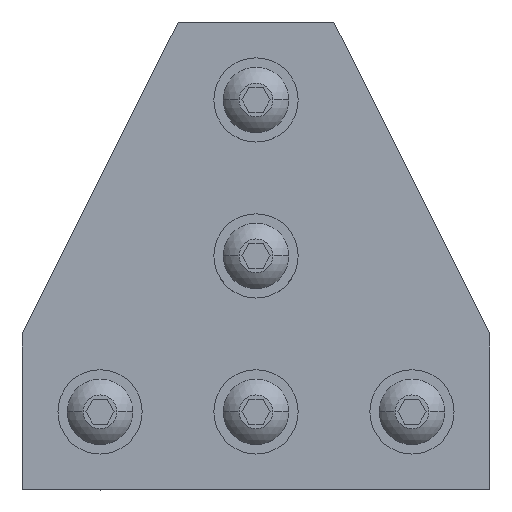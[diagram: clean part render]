
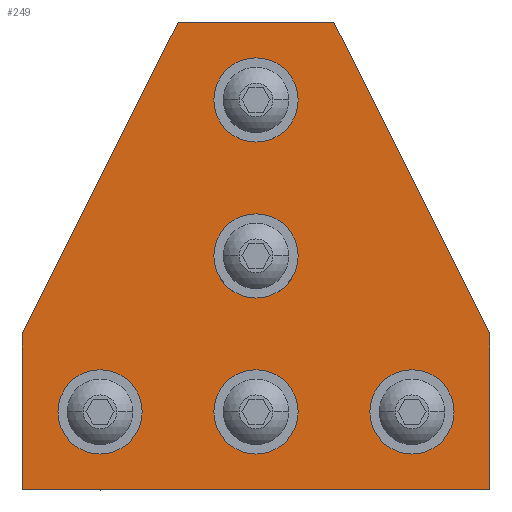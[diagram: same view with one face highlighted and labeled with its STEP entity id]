
A CAD part, top view. The second image highlights one B-rep face of the part: STEP entity #249.
In plain terms, the highlighted planar face has unit normal (0, 0, 1).
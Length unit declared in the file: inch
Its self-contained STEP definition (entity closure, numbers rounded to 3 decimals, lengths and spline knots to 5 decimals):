
#18 = EDGE_LOOP ( 'NONE', ( #694, #341 ) ) ;
#152 = ORIENTED_EDGE ( 'NONE', *, *, #732, .T. ) ;
#153 = EDGE_LOOP ( 'NONE', ( #1167, #367 ) ) ;
#169 = EDGE_CURVE ( 'NONE', #570, #226, #1849, .T. ) ;
#173 = ORIENTED_EDGE ( 'NONE', *, *, #1511, .F. ) ;
#179 = EDGE_CURVE ( 'NONE', #226, #1721, #1905, .T. ) ;
#189 = ORIENTED_EDGE ( 'NONE', *, *, #179, .T. ) ;
#202 = EDGE_LOOP ( 'NONE', ( #314, #695 ) ) ;
#211 = EDGE_CURVE ( 'NONE', #1487, #333, #2144, .T. ) ;
#226 = VERTEX_POINT ( 'NONE', #2215 ) ;
#232 = ORIENTED_EDGE ( 'NONE', *, *, #169, .T. ) ;
#241 = ORIENTED_EDGE ( 'NONE', *, *, #211, .F. ) ;
#249 = ADVANCED_FACE ( 'NONE', ( #478, #479, #480, #481, #482, #483 ), #484, .T. ) ;
#253 = VERTEX_POINT ( 'NONE', #522 ) ;
#254 = EDGE_CURVE ( 'NONE', #253, #318, #527, .T. ) ;
#262 = ORIENTED_EDGE ( 'NONE', *, *, #1556, .T. ) ;
#267 = EDGE_CURVE ( 'NONE', #318, #253, #621, .T. ) ;
#282 = EDGE_LOOP ( 'NONE', ( #241, #173 ) ) ;
#293 = ORIENTED_EDGE ( 'NONE', *, *, #1022, .T. ) ;
#294 = ORIENTED_EDGE ( 'NONE', *, *, #1409, .F. ) ;
#314 = ORIENTED_EDGE ( 'NONE', *, *, #254, .F. ) ;
#318 = VERTEX_POINT ( 'NONE', #1833 ) ;
#320 = ORIENTED_EDGE ( 'NONE', *, *, #1480, .T. ) ;
#322 = EDGE_CURVE ( 'NONE', #1466, #1789, #1869, .T. ) ;
#333 = VERTEX_POINT ( 'NONE', #1940 ) ;
#341 = ORIENTED_EDGE ( 'NONE', *, *, #1404, .F. ) ;
#344 = ORIENTED_EDGE ( 'NONE', *, *, #322, .F. ) ;
#349 = EDGE_LOOP ( 'NONE', ( #320, #293, #262, #232, #189, #152 ) ) ;
#367 = ORIENTED_EDGE ( 'NONE', *, *, #1094, .F. ) ;
#371 = EDGE_CURVE ( 'NONE', #1346, #805, #2248, .T. ) ;
#438 = CARTESIAN_POINT ( 'NONE',  ( 3., 1., 0.188 ) ) ;
#460 = EDGE_LOOP ( 'NONE', ( #344, #294 ) ) ;
#466 = CARTESIAN_POINT ( 'NONE',  ( 0., 0., 0.188 ) ) ;
#473 = LINE ( 'NONE', #474, #475 ) ;
#474 = CARTESIAN_POINT ( 'NONE',  ( 0., 1., 0.188 ) ) ;
#475 = VECTOR ( 'NONE', #476, 39.37008 ) ;
#476 = DIRECTION ( 'NONE',  ( 0., -1., 0. ) ) ;
#478 = FACE_BOUND ( 'NONE', #202, .T. ) ;
#479 = FACE_BOUND ( 'NONE', #460, .T. ) ;
#480 = FACE_BOUND ( 'NONE', #282, .T. ) ;
#481 = FACE_BOUND ( 'NONE', #153, .T. ) ;
#482 = FACE_OUTER_BOUND ( 'NONE', #349, .T. ) ;
#483 = FACE_BOUND ( 'NONE', #18, .T. ) ;
#484 = PLANE ( 'NONE',  #485 ) ;
#485 = AXIS2_PLACEMENT_3D ( 'NONE', #486, #487, #488 ) ;
#486 = CARTESIAN_POINT ( 'NONE',  ( 0., 0., 0.188 ) ) ;
#487 = DIRECTION ( 'NONE',  ( 0., 0., 1. ) ) ;
#488 = DIRECTION ( 'NONE',  ( 1., 0., 0. ) ) ;
#522 = CARTESIAN_POINT ( 'NONE',  ( 1.6285, 2.5, 0.188 ) ) ;
#523 = LINE ( 'NONE', #524, #525 ) ;
#524 = CARTESIAN_POINT ( 'NONE',  ( 1., 3., 0.188 ) ) ;
#525 = VECTOR ( 'NONE', #526, 39.37008 ) ;
#526 = DIRECTION ( 'NONE',  ( -0.447, -0.894, 0. ) ) ;
#527 = CIRCLE ( 'NONE', #528, 0.1285 ) ;
#528 = AXIS2_PLACEMENT_3D ( 'NONE', #529, #533, #534 ) ;
#529 = CARTESIAN_POINT ( 'NONE',  ( 1.5, 2.5, 0.188 ) ) ;
#533 = DIRECTION ( 'NONE',  ( 0., 0., 1. ) ) ;
#534 = DIRECTION ( 'NONE',  ( 1., 0., 0. ) ) ;
#563 = CARTESIAN_POINT ( 'NONE',  ( 1.6285, 0.5, 0.188 ) ) ;
#570 = VERTEX_POINT ( 'NONE', #438 ) ;
#601 = CARTESIAN_POINT ( 'NONE',  ( 2.3715, 0.5, 0.188 ) ) ;
#612 = CARTESIAN_POINT ( 'NONE',  ( 0.6285, 0.5, 0.188 ) ) ;
#621 = CIRCLE ( 'NONE', #622, 0.1285 ) ;
#622 = AXIS2_PLACEMENT_3D ( 'NONE', #623, #624, #625 ) ;
#623 = CARTESIAN_POINT ( 'NONE',  ( 1.5, 2.5, 0.188 ) ) ;
#624 = DIRECTION ( 'NONE',  ( 0., 0., 1. ) ) ;
#625 = DIRECTION ( 'NONE',  ( 1., 0., 0. ) ) ;
#653 = CIRCLE ( 'NONE', #654, 0.1285 ) ;
#654 = AXIS2_PLACEMENT_3D ( 'NONE', #655, #656, #658 ) ;
#655 = CARTESIAN_POINT ( 'NONE',  ( 0.5, 0.5, 0.188 ) ) ;
#656 = DIRECTION ( 'NONE',  ( 0., 0., 1. ) ) ;
#658 = DIRECTION ( 'NONE',  ( 1., 0., 0. ) ) ;
#669 = LINE ( 'NONE', #670, #671 ) ;
#670 = CARTESIAN_POINT ( 'NONE',  ( 0., 0., 0.188 ) ) ;
#671 = VECTOR ( 'NONE', #672, 39.37008 ) ;
#672 = DIRECTION ( 'NONE',  ( 1., 0., 0. ) ) ;
#694 = ORIENTED_EDGE ( 'NONE', *, *, #371, .F. ) ;
#695 = ORIENTED_EDGE ( 'NONE', *, *, #267, .F. ) ;
#713 = CIRCLE ( 'NONE', #714, 0.1285 ) ;
#714 = AXIS2_PLACEMENT_3D ( 'NONE', #715, #716, #717 ) ;
#715 = CARTESIAN_POINT ( 'NONE',  ( 0.5, 0.5, 0.188 ) ) ;
#716 = DIRECTION ( 'NONE',  ( 0., 0., 1. ) ) ;
#717 = DIRECTION ( 'NONE',  ( 1., 0., 0. ) ) ;
#732 = EDGE_CURVE ( 'NONE', #1721, #1447, #523, .T. ) ;
#805 = VERTEX_POINT ( 'NONE', #601 ) ;
#999 = EDGE_CURVE ( 'NONE', #1495, #1810, #653, .T. ) ;
#1022 = EDGE_CURVE ( 'NONE', #1478, #1550, #669, .T. ) ;
#1094 = EDGE_CURVE ( 'NONE', #1810, #1495, #713, .T. ) ;
#1167 = ORIENTED_EDGE ( 'NONE', *, *, #999, .F. ) ;
#1346 = VERTEX_POINT ( 'NONE', #2186 ) ;
#1404 = EDGE_CURVE ( 'NONE', #805, #1346, #1827, .T. ) ;
#1409 = EDGE_CURVE ( 'NONE', #1789, #1466, #1875, .T. ) ;
#1447 = VERTEX_POINT ( 'NONE', #2181 ) ;
#1466 = VERTEX_POINT ( 'NONE', #2274 ) ;
#1478 = VERTEX_POINT ( 'NONE', #466 ) ;
#1480 = EDGE_CURVE ( 'NONE', #1447, #1478, #473, .T. ) ;
#1487 = VERTEX_POINT ( 'NONE', #563 ) ;
#1495 = VERTEX_POINT ( 'NONE', #612 ) ;
#1511 = EDGE_CURVE ( 'NONE', #333, #1487, #2091, .T. ) ;
#1550 = VERTEX_POINT ( 'NONE', #1740 ) ;
#1556 = EDGE_CURVE ( 'NONE', #1550, #570, #1794, .T. ) ;
#1721 = VERTEX_POINT ( 'NONE', #1967 ) ;
#1740 = CARTESIAN_POINT ( 'NONE',  ( 3., 0., 0.188 ) ) ;
#1789 = VERTEX_POINT ( 'NONE', #1992 ) ;
#1794 = LINE ( 'NONE', #1795, #1796 ) ;
#1795 = CARTESIAN_POINT ( 'NONE',  ( 3., 0., 0.188 ) ) ;
#1796 = VECTOR ( 'NONE', #1797, 39.37008 ) ;
#1797 = DIRECTION ( 'NONE',  ( 0., 1., 0. ) ) ;
#1810 = VERTEX_POINT ( 'NONE', #2019 ) ;
#1827 = CIRCLE ( 'NONE', #1829, 0.1285 ) ;
#1829 = AXIS2_PLACEMENT_3D ( 'NONE', #1830, #1831, #1832 ) ;
#1830 = CARTESIAN_POINT ( 'NONE',  ( 2.5, 0.5, 0.188 ) ) ;
#1831 = DIRECTION ( 'NONE',  ( 0., 0., 1. ) ) ;
#1832 = DIRECTION ( 'NONE',  ( 1., 0., 0. ) ) ;
#1833 = CARTESIAN_POINT ( 'NONE',  ( 1.3715, 2.5, 0.188 ) ) ;
#1849 = LINE ( 'NONE', #1850, #1851 ) ;
#1850 = CARTESIAN_POINT ( 'NONE',  ( 3., 1., 0.188 ) ) ;
#1851 = VECTOR ( 'NONE', #1852, 39.37008 ) ;
#1852 = DIRECTION ( 'NONE',  ( -0.447, 0.894, 0. ) ) ;
#1869 = CIRCLE ( 'NONE', #1870, 0.1285 ) ;
#1870 = AXIS2_PLACEMENT_3D ( 'NONE', #1871, #1872, #1873 ) ;
#1871 = CARTESIAN_POINT ( 'NONE',  ( 1.5, 1.5, 0.188 ) ) ;
#1872 = DIRECTION ( 'NONE',  ( 0., 0., 1. ) ) ;
#1873 = DIRECTION ( 'NONE',  ( 1., 0., 0. ) ) ;
#1875 = CIRCLE ( 'NONE', #1876, 0.1285 ) ;
#1876 = AXIS2_PLACEMENT_3D ( 'NONE', #1877, #1879, #1880 ) ;
#1877 = CARTESIAN_POINT ( 'NONE',  ( 1.5, 1.5, 0.188 ) ) ;
#1879 = DIRECTION ( 'NONE',  ( 0., 0., 1. ) ) ;
#1880 = DIRECTION ( 'NONE',  ( 1., 0., 0. ) ) ;
#1905 = LINE ( 'NONE', #1906, #1907 ) ;
#1906 = CARTESIAN_POINT ( 'NONE',  ( 2., 3., 0.188 ) ) ;
#1907 = VECTOR ( 'NONE', #1908, 39.37008 ) ;
#1908 = DIRECTION ( 'NONE',  ( -1., 0., 0. ) ) ;
#1940 = CARTESIAN_POINT ( 'NONE',  ( 1.3715, 0.5, 0.188 ) ) ;
#1967 = CARTESIAN_POINT ( 'NONE',  ( 1., 3., 0.188 ) ) ;
#1992 = CARTESIAN_POINT ( 'NONE',  ( 1.3715, 1.5, 0.188 ) ) ;
#2019 = CARTESIAN_POINT ( 'NONE',  ( 0.3715, 0.5, 0.188 ) ) ;
#2091 = CIRCLE ( 'NONE', #2092, 0.1285 ) ;
#2092 = AXIS2_PLACEMENT_3D ( 'NONE', #2093, #2094, #2095 ) ;
#2093 = CARTESIAN_POINT ( 'NONE',  ( 1.5, 0.5, 0.188 ) ) ;
#2094 = DIRECTION ( 'NONE',  ( 0., 0., 1. ) ) ;
#2095 = DIRECTION ( 'NONE',  ( 1., 0., 0. ) ) ;
#2144 = CIRCLE ( 'NONE', #2145, 0.1285 ) ;
#2145 = AXIS2_PLACEMENT_3D ( 'NONE', #2146, #2147, #2148 ) ;
#2146 = CARTESIAN_POINT ( 'NONE',  ( 1.5, 0.5, 0.188 ) ) ;
#2147 = DIRECTION ( 'NONE',  ( 0., 0., 1. ) ) ;
#2148 = DIRECTION ( 'NONE',  ( 1., 0., 0. ) ) ;
#2181 = CARTESIAN_POINT ( 'NONE',  ( 0., 1., 0.188 ) ) ;
#2186 = CARTESIAN_POINT ( 'NONE',  ( 2.6285, 0.5, 0.188 ) ) ;
#2215 = CARTESIAN_POINT ( 'NONE',  ( 2., 3., 0.188 ) ) ;
#2248 = CIRCLE ( 'NONE', #2249, 0.1285 ) ;
#2249 = AXIS2_PLACEMENT_3D ( 'NONE', #2250, #2251, #2252 ) ;
#2250 = CARTESIAN_POINT ( 'NONE',  ( 2.5, 0.5, 0.188 ) ) ;
#2251 = DIRECTION ( 'NONE',  ( 0., 0., 1. ) ) ;
#2252 = DIRECTION ( 'NONE',  ( 1., 0., 0. ) ) ;
#2274 = CARTESIAN_POINT ( 'NONE',  ( 1.6285, 1.5, 0.188 ) ) ;
